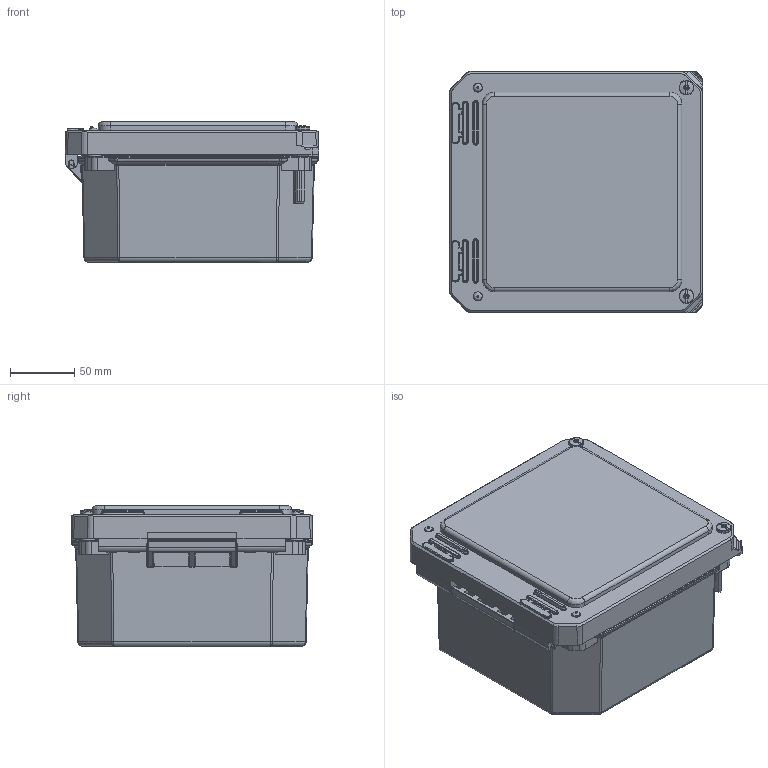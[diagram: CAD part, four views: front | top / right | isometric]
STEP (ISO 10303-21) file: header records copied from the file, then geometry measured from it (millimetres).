
FILE_DESCRIPTION(/* description */ (''),/* implementation_level */ '2;1');
FILE_NAME(/* name */ 'HW-60604CHSC.stp',/* time_stamp */ '2014-03-12T15:09:30-05:00',/* author */ ('pmescher'),/* organization */ (''),/* preprocessor_version */ 'ST-DEVELOPER v15.2',/* originating_system */ 'Autodesk Inventor 2014',/* authorisation */ '');
FILE_SCHEMA (('AUTOMOTIVE_DESIGN { 1 0 10303 214 3 1 1 }'));
Products named in the file (14): DS060604BOX; BRASS INSERT-(; BRASS INSERT-(_1; BRASS INSERT-(_2; RMHINGAT40006-01; DS060604CVR; GA606; WP606HWU; BRASS INSERT-(_3; 0606 Vanity Plug; DS COVER  BUSH; O_RING_COVER; COVER SCREW; DS60604HW_STP
Bounding box: 197.87 x 188.34 x 109.48 mm (x, y, z)
Volume: 623528.8 mm3; surface area: 326999.4 mm2
Topology: 29 solids, 29 shells, 2157 faces, 5236 edges, 3050 vertices
Faces by surface type: cylinder 823, plane 686, bspline 380, torus 140, cone 80, sphere 48
Full cylindrical faces by diameter (mm): 3.429 x2, 3.48 x2, 3.81 x2, 3.861 x8, 3.962 x16, 5.055 x2, 5.3 x2, 5.563 x2, 5.766 x2, 6.248 x16, 6.401 x4, 6.426 x4, 7.938 x2, 11.049 x2, 11.43 x2
Entity records: 74526 total; most frequent: CARTESIAN_POINT 30567, DIRECTION 9333, ORIENTED_EDGE 9002, EDGE_CURVE 4501, AXIS2_PLACEMENT_3D 3620, VERTEX_POINT 2690, LINE 2093, VECTOR 2093
